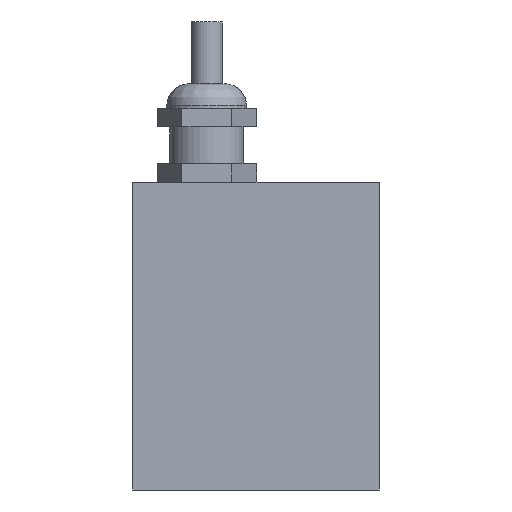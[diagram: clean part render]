
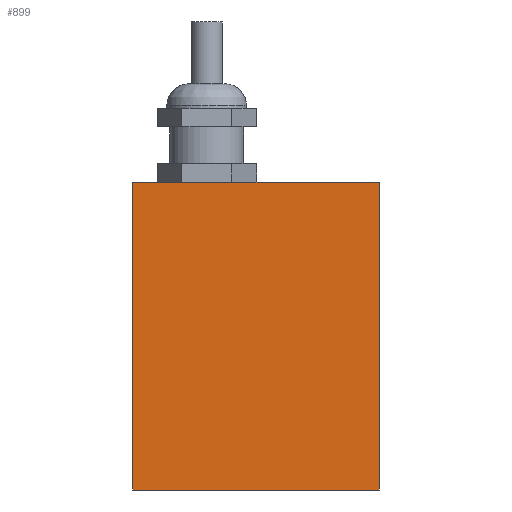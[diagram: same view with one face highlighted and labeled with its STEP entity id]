
A CAD part, left-side view. The second image highlights one B-rep face of the part: STEP entity #899.
In plain terms, the highlighted planar face has unit normal (-1, 0, 0).
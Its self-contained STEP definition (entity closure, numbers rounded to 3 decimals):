
#69=PLANE('',#1008);
#117=FACE_OUTER_BOUND('',#180,.T.);
#180=EDGE_LOOP('',(#803,#804,#805,#806));
#245=LINE('',#1507,#321);
#260=LINE('',#1553,#336);
#261=LINE('',#1556,#337);
#262=LINE('',#1557,#338);
#321=VECTOR('',#1215,10.);
#336=VECTOR('',#1266,10.);
#337=VECTOR('',#1269,10.);
#338=VECTOR('',#1270,10.);
#455=VERTEX_POINT('',#1504);
#456=VERTEX_POINT('',#1506);
#469=VERTEX_POINT('',#1551);
#470=VERTEX_POINT('',#1555);
#564=EDGE_CURVE('',#455,#456,#245,.T.);
#588=EDGE_CURVE('',#455,#469,#260,.T.);
#589=EDGE_CURVE('',#470,#469,#261,.T.);
#590=EDGE_CURVE('',#456,#470,#262,.T.);
#803=ORIENTED_EDGE('',*,*,#588,.T.);
#804=ORIENTED_EDGE('',*,*,#589,.F.);
#805=ORIENTED_EDGE('',*,*,#590,.F.);
#806=ORIENTED_EDGE('',*,*,#564,.F.);
#899=ADVANCED_FACE('',(#117),#69,.T.);
#1008=AXIS2_PLACEMENT_3D('',#1554,#1267,#1268);
#1215=DIRECTION('',(0.,1.,0.));
#1266=DIRECTION('',(0.,0.,1.));
#1267=DIRECTION('center_axis',(-1.,0.,0.));
#1268=DIRECTION('ref_axis',(0.,-1.,0.));
#1269=DIRECTION('',(0.,-1.,0.));
#1270=DIRECTION('',(0.,0.,1.));
#1504=CARTESIAN_POINT('',(-100.,-20.,-25.));
#1506=CARTESIAN_POINT('',(-100.,20.,-25.));
#1507=CARTESIAN_POINT('',(-100.,-20.,-25.));
#1551=CARTESIAN_POINT('',(-100.,-20.,25.));
#1553=CARTESIAN_POINT('',(-100.,-20.,0.));
#1554=CARTESIAN_POINT('Origin',(-100.,20.,0.));
#1555=CARTESIAN_POINT('',(-100.,20.,25.));
#1556=CARTESIAN_POINT('',(-100.,-20.,25.));
#1557=CARTESIAN_POINT('',(-100.,20.,0.));
